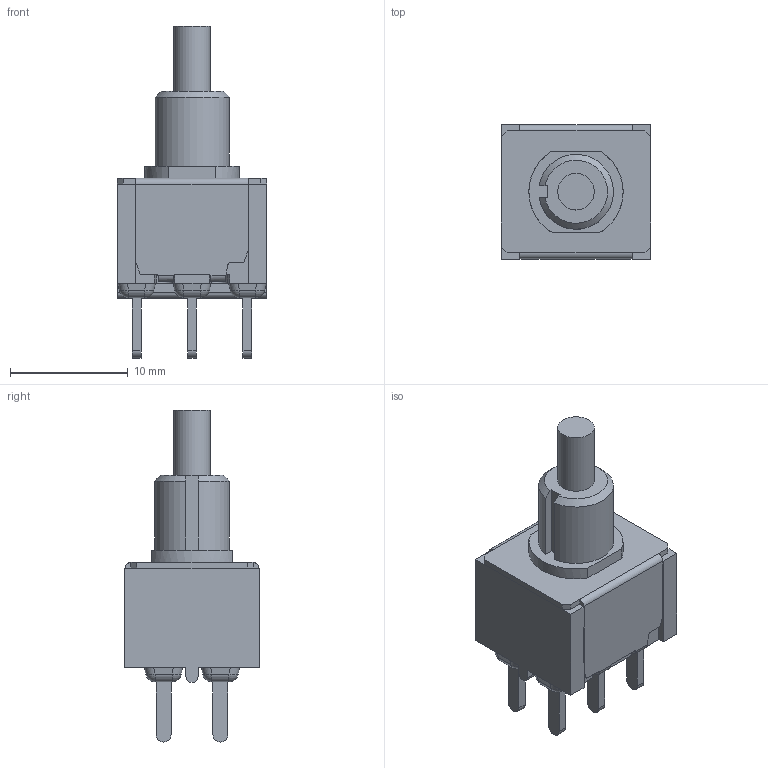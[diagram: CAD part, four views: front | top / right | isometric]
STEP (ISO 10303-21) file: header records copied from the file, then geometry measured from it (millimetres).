
FILE_DESCRIPTION(/* description */ (''),/* implementation_level */ '2;1');
FILE_NAME(/* name */ '700DP7B20M2xE.stp',/* time_stamp */ '2024-08-15T13:22:43-05:00',/* author */ ('jsteinblock'),/* organization */ (''),/* preprocessor_version */ 'ST-DEVELOPER v18.1',/* originating_system */ 'Autodesk Inventor 2022',/* authorisation */ '');
FILE_SCHEMA (('AUTOMOTIVE_DESIGN { 1 0 10303 214 3 1 1 }'));
Length unit declared in the file: inch
Products named in the file (1): 700DP7B20M2xE
Bounding box: 12.7 x 11.43 x 28.16 mm (x, y, z)
Volume: 1636.7 mm3; surface area: 1262.3 mm2
Topology: 1 solids, 4 shells, 380 faces, 991 edges, 610 vertices
Faces by surface type: plane 195, cylinder 100, bspline 60, sphere 24, cone 1
Full cylindrical faces by diameter (mm): 3.1 x2
Entity records: 11938 total; most frequent: CARTESIAN_POINT 2987, ORIENTED_EDGE 1934, DIRECTION 1690, EDGE_CURVE 967, LINE 634, VECTOR 634, VERTEX_POINT 610, AXIS2_PLACEMENT_3D 528
